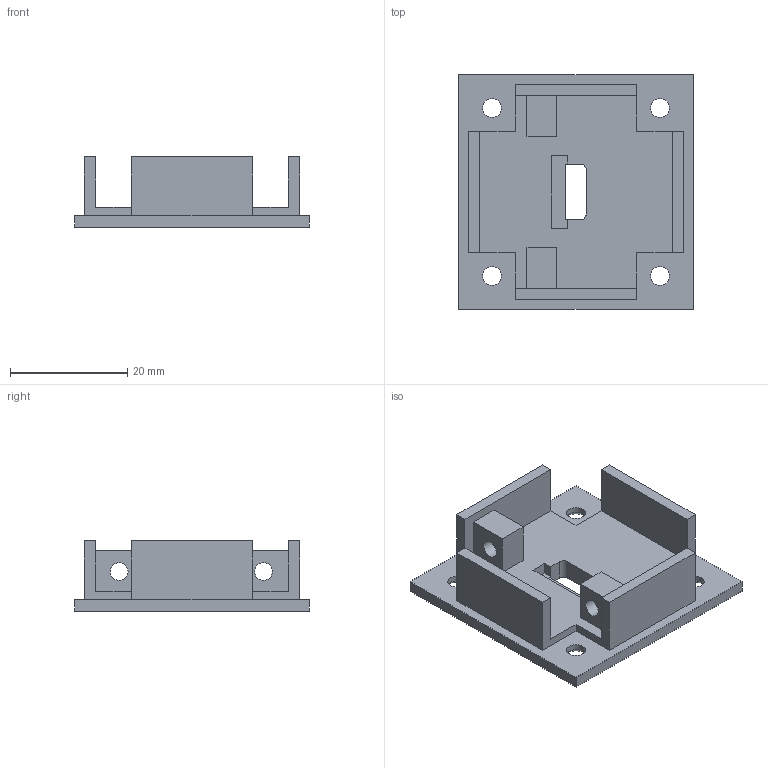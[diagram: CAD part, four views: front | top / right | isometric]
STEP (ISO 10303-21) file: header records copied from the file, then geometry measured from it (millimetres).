
FILE_DESCRIPTION(('STEP AP214'), '1');
FILE_NAME('Äåòàëü Êðûøêà ïåðåäíÿÿ', '', ('UNSPECIFIED'), ('UNSPECIFIED'), 'C3D Converter', 'C3D Toolkit', '');
FILE_SCHEMA(('AUTOMOTIVE_DESIGN { 1 0 10303 214 3 1 1}'));
Length unit declared in the file: millimetre
Bounding box: 40 x 40 x 12 mm (x, y, z)
Volume: 6272.7 mm3; surface area: 5584.7 mm2
Topology: 1 solids, 1 shells, 57 faces, 158 edges, 104 vertices
Faces by surface type: plane 45, cylinder 8, cone 4
Full cylindrical faces by diameter (mm): 3 x2, 3.2 x4
Entity records: 2274 total; most frequent: CARTESIAN_POINT 310, ORIENTED_EDGE 296, DIRECTION 284, EDGE_CURVE 148, LINE 128, VECTOR 128, VERTEX_POINT 104, EDGE_LOOP 82
